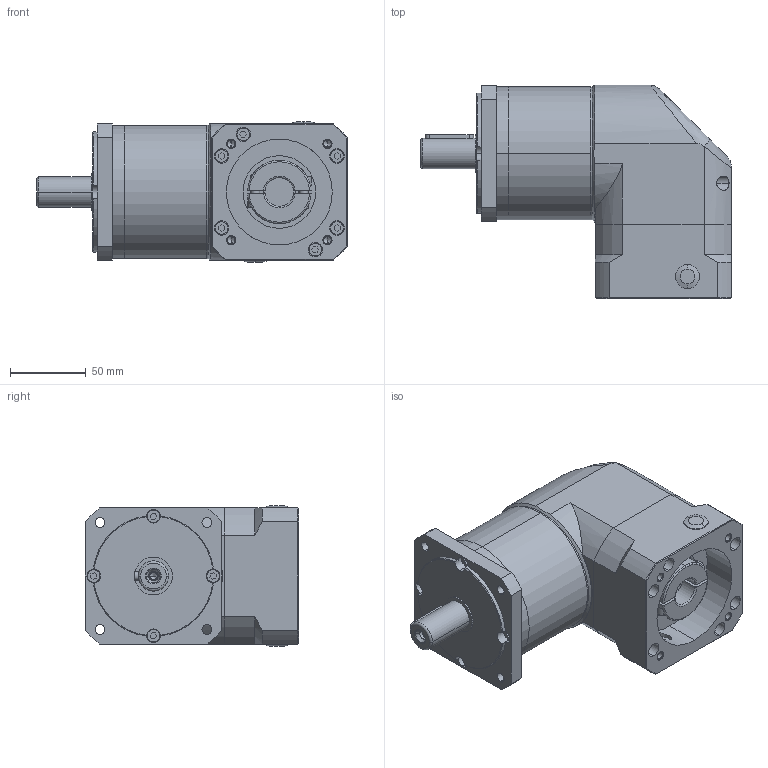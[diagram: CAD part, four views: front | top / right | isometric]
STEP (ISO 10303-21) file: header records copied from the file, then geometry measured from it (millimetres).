
FILE_DESCRIPTION (( 'STEP AP203' ), '1' );
FILE_NAME ('JAFR090-L2-19-70-90-M6-A20.STEP', '2023-03-13T02:12:03', ( '' ), ( '' ), 'SwSTEP 2.0', 'SolidWorks 2018', '' );
FILE_SCHEMA (( 'CONFIG_CONTROL_DESIGN' ));
Length unit declared in the file: millimetre
Products named in the file (1): JAFR090-L2-19-70-90-M6-A20
Bounding box: 205.5 x 141 x 93 mm (x, y, z)
Volume: 1340129.2 mm3; surface area: 166177 mm2
Topology: 25 solids, 25 shells, 573 faces, 1354 edges, 861 vertices
Faces by surface type: plane 264, cylinder 182, cone 48, torus 47, bspline 28, sphere 4
Entity records: 18268 total; most frequent: CARTESIAN_POINT 4948, DIRECTION 2817, ORIENTED_EDGE 2688, EDGE_CURVE 1344, AXIS2_PLACEMENT_3D 1078, VERTEX_POINT 861, LINE 661, VECTOR 661
